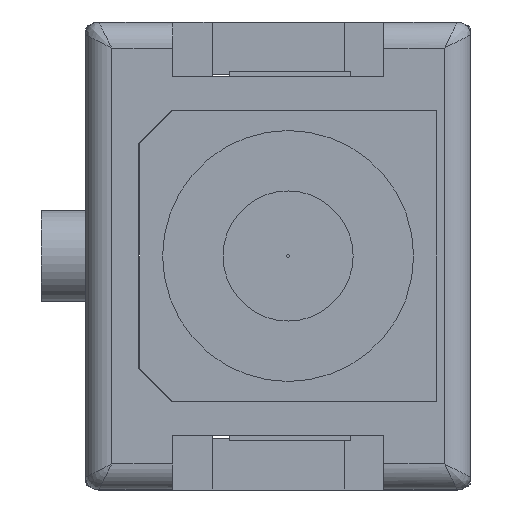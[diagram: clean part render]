
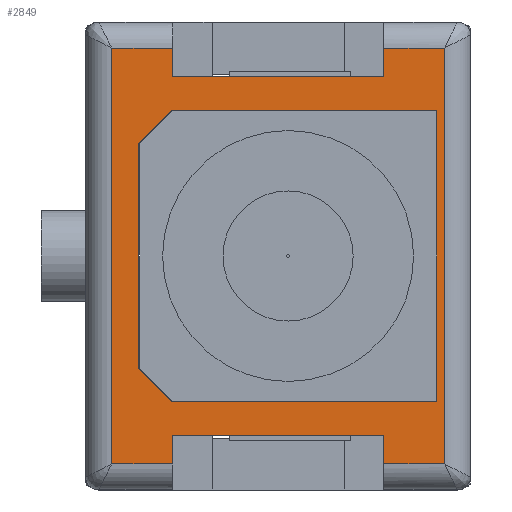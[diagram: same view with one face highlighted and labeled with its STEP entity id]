
A CAD part, left-side view. The second image highlights one B-rep face of the part: STEP entity #2849.
In plain terms, the highlighted planar face has unit normal (-1, 0, 0).
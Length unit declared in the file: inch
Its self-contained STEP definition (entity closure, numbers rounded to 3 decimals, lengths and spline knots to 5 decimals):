
#51 = LINE ( 'NONE', #584, #1642 ) ;
#107 = DIRECTION ( 'NONE',  ( 0., 0., 1. ) ) ;
#306 = CARTESIAN_POINT ( 'NONE',  ( -0.49213, -0.07992, 0.13583 ) ) ;
#329 = VECTOR ( 'NONE', #5659, 39.37008 ) ;
#379 = LINE ( 'NONE', #2080, #8857 ) ;
#426 = LINE ( 'NONE', #2395, #8439 ) ;
#459 = EDGE_LOOP ( 'NONE', ( #7736, #9125, #2763, #2404, #5031, #2042, #4264, #1049, #5728, #4073, #2971, #842 ) ) ;
#484 = CARTESIAN_POINT ( 'NONE',  ( -0.49213, 0.12598, 0.15748 ) ) ;
#497 = LINE ( 'NONE', #3470, #8993 ) ;
#584 = CARTESIAN_POINT ( 'NONE',  ( -0.49213, 0.07992, 0.13583 ) ) ;
#597 = VERTEX_POINT ( 'NONE', #7710 ) ;
#645 = VECTOR ( 'NONE', #1488, 39.37008 ) ;
#842 = ORIENTED_EDGE ( 'NONE', *, *, #7687, .F. ) ;
#884 = VERTEX_POINT ( 'NONE', #5825 ) ;
#999 = LINE ( 'NONE', #4178, #7912 ) ;
#1043 = LINE ( 'NONE', #3415, #7705 ) ;
#1049 = ORIENTED_EDGE ( 'NONE', *, *, #7698, .T. ) ;
#1138 = EDGE_CURVE ( 'NONE', #4267, #9448, #426, .T. ) ;
#1160 = DIRECTION ( 'NONE',  ( 0., -1., 0. ) ) ;
#1244 = CARTESIAN_POINT ( 'NONE',  ( -0.49213, -0.12598, 0.16732 ) ) ;
#1280 = VECTOR ( 'NONE', #2134, 39.37008 ) ;
#1287 = CARTESIAN_POINT ( 'NONE',  ( -0.49213, 0.12598, -0.15748 ) ) ;
#1331 = VERTEX_POINT ( 'NONE', #306 ) ;
#1488 = DIRECTION ( 'NONE',  ( 0., 0., 1. ) ) ;
#1642 = VECTOR ( 'NONE', #2896, 39.37008 ) ;
#1765 = VERTEX_POINT ( 'NONE', #3977 ) ;
#1785 = EDGE_CURVE ( 'NONE', #7405, #4863, #2686, .T. ) ;
#1846 = ORIENTED_EDGE ( 'NONE', *, *, #2137, .F. ) ;
#1951 = LINE ( 'NONE', #7149, #3730 ) ;
#2042 = ORIENTED_EDGE ( 'NONE', *, *, #9158, .F. ) ;
#2080 = CARTESIAN_POINT ( 'NONE',  ( -0.49213, 0.10591, 0.08504 ) ) ;
#2134 = DIRECTION ( 'NONE',  ( 0., 0., 1. ) ) ;
#2137 = EDGE_CURVE ( 'NONE', #884, #5474, #5346, .T. ) ;
#2395 = CARTESIAN_POINT ( 'NONE',  ( -0.49213, 0.07992, -0.13583 ) ) ;
#2404 = ORIENTED_EDGE ( 'NONE', *, *, #8192, .T. ) ;
#2500 = DIRECTION ( 'NONE',  ( 0., -1., 0. ) ) ;
#2584 = CARTESIAN_POINT ( 'NONE',  ( -0.49213, 0.10591, -0.08504 ) ) ;
#2611 = DIRECTION ( 'NONE',  ( 0., -1., 0. ) ) ;
#2686 = LINE ( 'NONE', #3799, #645 ) ;
#2763 = ORIENTED_EDGE ( 'NONE', *, *, #8833, .T. ) ;
#2849 = ADVANCED_FACE ( 'NONE', ( #6688, #9995 ), #7395, .F. ) ;
#2896 = DIRECTION ( 'NONE',  ( 0., 0., -1. ) ) ;
#2971 = ORIENTED_EDGE ( 'NONE', *, *, #1138, .F. ) ;
#3040 = VECTOR ( 'NONE', #5132, 39.37008 ) ;
#3063 = LINE ( 'NONE', #4317, #5868 ) ;
#3146 = DIRECTION ( 'NONE',  ( 0., 0., -1. ) ) ;
#3197 = CARTESIAN_POINT ( 'NONE',  ( -0.49213, -0.12598, -0.15748 ) ) ;
#3307 = CARTESIAN_POINT ( 'NONE',  ( -0.49213, -0.07992, 0.13583 ) ) ;
#3345 = CARTESIAN_POINT ( 'NONE',  ( -0.49213, -0.07992, -0.13583 ) ) ;
#3415 = CARTESIAN_POINT ( 'NONE',  ( -0.49213, 0.14567, 0.15748 ) ) ;
#3470 = CARTESIAN_POINT ( 'NONE',  ( -0.49213, 0.14567, -0.15748 ) ) ;
#3730 = VECTOR ( 'NONE', #5676, 39.37008 ) ;
#3748 = LINE ( 'NONE', #9427, #8295 ) ;
#3752 = CARTESIAN_POINT ( 'NONE',  ( -0.49213, 0.08071, -0.11024 ) ) ;
#3799 = CARTESIAN_POINT ( 'NONE',  ( -0.49213, -0.07992, -0.13583 ) ) ;
#3823 = CARTESIAN_POINT ( 'NONE',  ( -0.49213, 0.07992, 0.13583 ) ) ;
#3830 = EDGE_CURVE ( 'NONE', #7405, #6376, #999, .T. ) ;
#3860 = EDGE_CURVE ( 'NONE', #6767, #9448, #497, .T. ) ;
#3977 = CARTESIAN_POINT ( 'NONE',  ( -0.49213, 0.07992, 0.13583 ) ) ;
#4008 = CARTESIAN_POINT ( 'NONE',  ( -0.49213, 0.07992, -0.13583 ) ) ;
#4057 = ORIENTED_EDGE ( 'NONE', *, *, #6134, .F. ) ;
#4073 = ORIENTED_EDGE ( 'NONE', *, *, #3860, .T. ) ;
#4112 = DIRECTION ( 'NONE',  ( 0., -1., 0. ) ) ;
#4178 = CARTESIAN_POINT ( 'NONE',  ( -0.49213, 0.14567, -0.15748 ) ) ;
#4264 = ORIENTED_EDGE ( 'NONE', *, *, #8816, .F. ) ;
#4267 = VERTEX_POINT ( 'NONE', #4008 ) ;
#4317 = CARTESIAN_POINT ( 'NONE',  ( -0.49213, 0.07992, -0.13583 ) ) ;
#4334 = CARTESIAN_POINT ( 'NONE',  ( -0.49213, 0.10591, 0.08504 ) ) ;
#4345 = CARTESIAN_POINT ( 'NONE',  ( -0.49213, -0.12008, -0.11024 ) ) ;
#4401 = EDGE_LOOP ( 'NONE', ( #6227, #8170, #8917, #9736, #4057, #1846 ) ) ;
#4428 = CARTESIAN_POINT ( 'NONE',  ( -0.49213, 0.08071, 0.11024 ) ) ;
#4478 = VERTEX_POINT ( 'NONE', #484 ) ;
#4492 = VECTOR ( 'NONE', #4112, 39.37008 ) ;
#4786 = CARTESIAN_POINT ( 'NONE',  ( -0.49213, -0.12598, 0.15748 ) ) ;
#4787 = EDGE_CURVE ( 'NONE', #4478, #6767, #1951, .T. ) ;
#4863 = VERTEX_POINT ( 'NONE', #3345 ) ;
#4882 = LINE ( 'NONE', #3307, #8546 ) ;
#4974 = CARTESIAN_POINT ( 'NONE',  ( -0.49213, 0.08071, -0.11024 ) ) ;
#5013 = DIRECTION ( 'NONE',  ( 0., 1., 0. ) ) ;
#5031 = ORIENTED_EDGE ( 'NONE', *, *, #7654, .F. ) ;
#5132 = DIRECTION ( 'NONE',  ( 0., 1., 0. ) ) ;
#5140 = EDGE_CURVE ( 'NONE', #9822, #9610, #6050, .T. ) ;
#5304 = VECTOR ( 'NONE', #6922, 39.37008 ) ;
#5346 = LINE ( 'NONE', #8991, #3040 ) ;
#5474 = VERTEX_POINT ( 'NONE', #6479 ) ;
#5594 = VERTEX_POINT ( 'NONE', #4345 ) ;
#5659 = DIRECTION ( 'NONE',  ( 0., 1., 0. ) ) ;
#5676 = DIRECTION ( 'NONE',  ( 0., 0., -1. ) ) ;
#5728 = ORIENTED_EDGE ( 'NONE', *, *, #4787, .T. ) ;
#5825 = CARTESIAN_POINT ( 'NONE',  ( -0.49213, -0.12008, 0.11024 ) ) ;
#5868 = VECTOR ( 'NONE', #5013, 39.37008 ) ;
#6050 = LINE ( 'NONE', #7727, #5304 ) ;
#6134 = EDGE_CURVE ( 'NONE', #5474, #6782, #6245, .T. ) ;
#6227 = ORIENTED_EDGE ( 'NONE', *, *, #9236, .F. ) ;
#6245 = LINE ( 'NONE', #4428, #9186 ) ;
#6376 = VERTEX_POINT ( 'NONE', #3197 ) ;
#6479 = CARTESIAN_POINT ( 'NONE',  ( -0.49213, 0.08071, 0.11024 ) ) ;
#6595 = DIRECTION ( 'NONE',  ( 0., 1., 0. ) ) ;
#6688 = FACE_OUTER_BOUND ( 'NONE', #459, .T. ) ;
#6767 = VERTEX_POINT ( 'NONE', #1287 ) ;
#6782 = VERTEX_POINT ( 'NONE', #4334 ) ;
#6922 = DIRECTION ( 'NONE',  ( 0., -0.707, -0.707 ) ) ;
#6977 = LINE ( 'NONE', #7296, #329 ) ;
#7149 = CARTESIAN_POINT ( 'NONE',  ( -0.49213, 0.12598, -0.17717 ) ) ;
#7296 = CARTESIAN_POINT ( 'NONE',  ( -0.49213, 0.14567, 0.15748 ) ) ;
#7395 = PLANE ( 'NONE',  #7653 ) ;
#7405 = VERTEX_POINT ( 'NONE', #7735 ) ;
#7506 = VERTEX_POINT ( 'NONE', #4786 ) ;
#7653 = AXIS2_PLACEMENT_3D ( 'NONE', #8196, #7664, #9978 ) ;
#7654 = EDGE_CURVE ( 'NONE', #1331, #597, #4882, .T. ) ;
#7664 = DIRECTION ( 'NONE',  ( 1., 0., 0. ) ) ;
#7687 = EDGE_CURVE ( 'NONE', #4863, #4267, #3063, .T. ) ;
#7698 = EDGE_CURVE ( 'NONE', #9830, #4478, #1043, .T. ) ;
#7705 = VECTOR ( 'NONE', #6595, 39.37008 ) ;
#7710 = CARTESIAN_POINT ( 'NONE',  ( -0.49213, -0.07992, 0.15748 ) ) ;
#7727 = CARTESIAN_POINT ( 'NONE',  ( -0.49213, 0.10591, -0.08504 ) ) ;
#7735 = CARTESIAN_POINT ( 'NONE',  ( -0.49213, -0.07992, -0.15748 ) ) ;
#7736 = ORIENTED_EDGE ( 'NONE', *, *, #1785, .F. ) ;
#7826 = LINE ( 'NONE', #4974, #4492 ) ;
#7912 = VECTOR ( 'NONE', #2611, 39.37008 ) ;
#7980 = DIRECTION ( 'NONE',  ( 0., 0., 1. ) ) ;
#8170 = ORIENTED_EDGE ( 'NONE', *, *, #8217, .F. ) ;
#8192 = EDGE_CURVE ( 'NONE', #7506, #597, #6977, .T. ) ;
#8196 = CARTESIAN_POINT ( 'NONE',  ( -0.49213, 0.14567, -0.17717 ) ) ;
#8217 = EDGE_CURVE ( 'NONE', #9610, #5594, #7826, .T. ) ;
#8295 = VECTOR ( 'NONE', #107, 39.37008 ) ;
#8396 = DIRECTION ( 'NONE',  ( 0., 0.707, -0.707 ) ) ;
#8439 = VECTOR ( 'NONE', #3146, 39.37008 ) ;
#8537 = LINE ( 'NONE', #1244, #1280 ) ;
#8546 = VECTOR ( 'NONE', #7980, 39.37008 ) ;
#8798 = CARTESIAN_POINT ( 'NONE',  ( -0.49213, 0.07992, 0.15748 ) ) ;
#8816 = EDGE_CURVE ( 'NONE', #9830, #1765, #51, .T. ) ;
#8833 = EDGE_CURVE ( 'NONE', #6376, #7506, #8537, .T. ) ;
#8857 = VECTOR ( 'NONE', #9891, 39.37008 ) ;
#8917 = ORIENTED_EDGE ( 'NONE', *, *, #5140, .F. ) ;
#8991 = CARTESIAN_POINT ( 'NONE',  ( -0.49213, -0.12008, 0.11024 ) ) ;
#8993 = VECTOR ( 'NONE', #1160, 39.37008 ) ;
#9088 = CARTESIAN_POINT ( 'NONE',  ( -0.49213, 0.07992, -0.15748 ) ) ;
#9125 = ORIENTED_EDGE ( 'NONE', *, *, #3830, .T. ) ;
#9139 = LINE ( 'NONE', #3823, #9744 ) ;
#9158 = EDGE_CURVE ( 'NONE', #1765, #1331, #9139, .T. ) ;
#9186 = VECTOR ( 'NONE', #8396, 39.37008 ) ;
#9236 = EDGE_CURVE ( 'NONE', #5594, #884, #3748, .T. ) ;
#9427 = CARTESIAN_POINT ( 'NONE',  ( -0.49213, -0.12008, -0.11024 ) ) ;
#9448 = VERTEX_POINT ( 'NONE', #9088 ) ;
#9610 = VERTEX_POINT ( 'NONE', #3752 ) ;
#9736 = ORIENTED_EDGE ( 'NONE', *, *, #10043, .F. ) ;
#9744 = VECTOR ( 'NONE', #2500, 39.37008 ) ;
#9822 = VERTEX_POINT ( 'NONE', #2584 ) ;
#9830 = VERTEX_POINT ( 'NONE', #8798 ) ;
#9891 = DIRECTION ( 'NONE',  ( 0., 0., -1. ) ) ;
#9978 = DIRECTION ( 'NONE',  ( 0., 0., -1. ) ) ;
#9995 = FACE_BOUND ( 'NONE', #4401, .T. ) ;
#10043 = EDGE_CURVE ( 'NONE', #6782, #9822, #379, .T. ) ;
